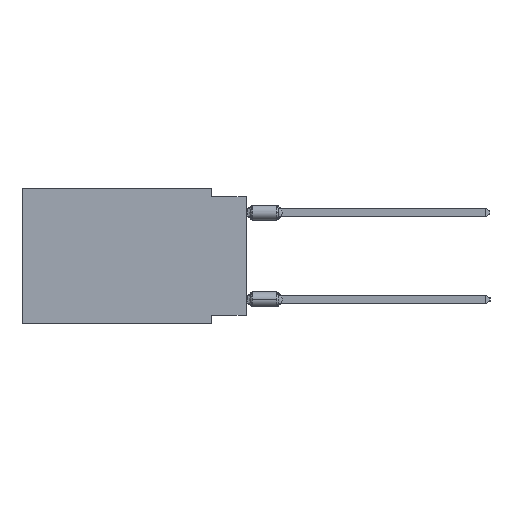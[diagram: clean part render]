
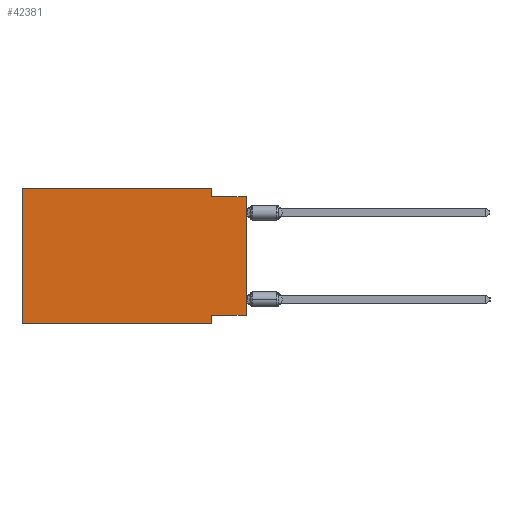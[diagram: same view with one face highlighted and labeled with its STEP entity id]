
A CAD part, left-side view. The second image highlights one B-rep face of the part: STEP entity #42381.
In plain terms, the highlighted planar face has unit normal (-1, 0, 0).
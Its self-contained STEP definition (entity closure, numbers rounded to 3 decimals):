
#1249 = VERTEX_POINT ( 'NONE', #37399 ) ;
#1347 = DIRECTION ( 'NONE',  ( 1., 0., 0. ) ) ;
#1789 = CARTESIAN_POINT ( 'NONE',  ( 0., 0., 0. ) ) ;
#2307 = CARTESIAN_POINT ( 'NONE',  ( 0., 0., -0.635 ) ) ;
#4313 = DIRECTION ( 'NONE',  ( 0., -1., 0. ) ) ;
#5419 = CARTESIAN_POINT ( 'NONE',  ( 0., 16.383, 0. ) ) ;
#5822 = ORIENTED_EDGE ( 'NONE', *, *, #22691, .F. ) ;
#7285 = VERTEX_POINT ( 'NONE', #33568 ) ;
#7807 = EDGE_CURVE ( 'NONE', #49027, #22554, #21568, .T. ) ;
#7958 = EDGE_CURVE ( 'NONE', #1249, #42546, #39446, .T. ) ;
#8303 = EDGE_CURVE ( 'NONE', #39429, #22554, #51878, .T. ) ;
#8397 = EDGE_CURVE ( 'NONE', #7285, #39429, #23638, .T. ) ;
#8914 = VECTOR ( 'NONE', #32482, 1000. ) ;
#10181 = CARTESIAN_POINT ( 'NONE',  ( 0., 16.383, -9.906 ) ) ;
#10644 = DIRECTION ( 'NONE',  ( 0., 0., -1. ) ) ;
#11666 = VECTOR ( 'NONE', #15841, 1000. ) ;
#11693 = EDGE_CURVE ( 'NONE', #49080, #1249, #15956, .T. ) ;
#13734 = EDGE_CURVE ( 'NONE', #49027, #43437, #23965, .T. ) ;
#13747 = ORIENTED_EDGE ( 'NONE', *, *, #11693, .F. ) ;
#13817 = CARTESIAN_POINT ( 'NONE',  ( 0., 16.383, -9.906 ) ) ;
#15250 = ORIENTED_EDGE ( 'NONE', *, *, #8397, .F. ) ;
#15518 = CARTESIAN_POINT ( 'NONE',  ( 0., 2.54, -9.906 ) ) ;
#15841 = DIRECTION ( 'NONE',  ( 0., 0., 1. ) ) ;
#15956 = LINE ( 'NONE', #28140, #8914 ) ;
#19042 = VECTOR ( 'NONE', #30219, 1000. ) ;
#19368 = CARTESIAN_POINT ( 'NONE',  ( 0., 16.383, 0. ) ) ;
#19837 = ORIENTED_EDGE ( 'NONE', *, *, #32370, .T. ) ;
#20211 = ORIENTED_EDGE ( 'NONE', *, *, #7807, .T. ) ;
#21568 = LINE ( 'NONE', #10181, #19042 ) ;
#21670 = CARTESIAN_POINT ( 'NONE',  ( 0., 2.54, 0. ) ) ;
#22554 = VERTEX_POINT ( 'NONE', #36580 ) ;
#22691 = EDGE_CURVE ( 'NONE', #43437, #49080, #25162, .T. ) ;
#23638 = LINE ( 'NONE', #52400, #35571 ) ;
#23965 = LINE ( 'NONE', #19368, #11666 ) ;
#24484 = AXIS2_PLACEMENT_3D ( 'NONE', #5419, #1347, #45850 ) ;
#25162 = LINE ( 'NONE', #30026, #51148 ) ;
#27520 = CARTESIAN_POINT ( 'NONE',  ( 0., 2.54, -9.271 ) ) ;
#28140 = CARTESIAN_POINT ( 'NONE',  ( 0., 2.54, 0. ) ) ;
#30026 = CARTESIAN_POINT ( 'NONE',  ( 0., 16.383, 0. ) ) ;
#30219 = DIRECTION ( 'NONE',  ( 0., -1., 0. ) ) ;
#30332 = VECTOR ( 'NONE', #10644, 1000. ) ;
#31561 = DIRECTION ( 'NONE',  ( 0., -1., 0. ) ) ;
#32370 = EDGE_CURVE ( 'NONE', #7285, #42546, #46823, .T. ) ;
#32482 = DIRECTION ( 'NONE',  ( 0., 0., -1. ) ) ;
#33568 = CARTESIAN_POINT ( 'NONE',  ( 0., 0., -9.271 ) ) ;
#34559 = ORIENTED_EDGE ( 'NONE', *, *, #13734, .F. ) ;
#35571 = VECTOR ( 'NONE', #40190, 1000. ) ;
#36580 = CARTESIAN_POINT ( 'NONE',  ( 0., 2.54, -9.906 ) ) ;
#37084 = ORIENTED_EDGE ( 'NONE', *, *, #7958, .F. ) ;
#37399 = CARTESIAN_POINT ( 'NONE',  ( 0., 2.54, -0.635 ) ) ;
#39429 = VERTEX_POINT ( 'NONE', #27520 ) ;
#39446 = LINE ( 'NONE', #2307, #47683 ) ;
#40190 = DIRECTION ( 'NONE',  ( 0., 1., 0. ) ) ;
#40515 = CARTESIAN_POINT ( 'NONE',  ( 0., 16.383, 0. ) ) ;
#41724 = VECTOR ( 'NONE', #43295, 1000. ) ;
#42381 = ADVANCED_FACE ( 'NONE', ( #46662 ), #50444, .F. ) ;
#42546 = VERTEX_POINT ( 'NONE', #52062 ) ;
#43295 = DIRECTION ( 'NONE',  ( 0., 0., 1. ) ) ;
#43437 = VERTEX_POINT ( 'NONE', #40515 ) ;
#45850 = DIRECTION ( 'NONE',  ( 0., 0., -1. ) ) ;
#46662 = FACE_OUTER_BOUND ( 'NONE', #46941, .T. ) ;
#46823 = LINE ( 'NONE', #1789, #41724 ) ;
#46941 = EDGE_LOOP ( 'NONE', ( #19837, #37084, #13747, #5822, #34559, #20211, #50036, #15250 ) ) ;
#47683 = VECTOR ( 'NONE', #31561, 1000. ) ;
#49027 = VERTEX_POINT ( 'NONE', #13817 ) ;
#49080 = VERTEX_POINT ( 'NONE', #21670 ) ;
#50036 = ORIENTED_EDGE ( 'NONE', *, *, #8303, .F. ) ;
#50444 = PLANE ( 'NONE',  #24484 ) ;
#51148 = VECTOR ( 'NONE', #4313, 1000. ) ;
#51878 = LINE ( 'NONE', #15518, #30332 ) ;
#52062 = CARTESIAN_POINT ( 'NONE',  ( 0., 0., -0.635 ) ) ;
#52400 = CARTESIAN_POINT ( 'NONE',  ( 0., 0., -9.271 ) ) ;
